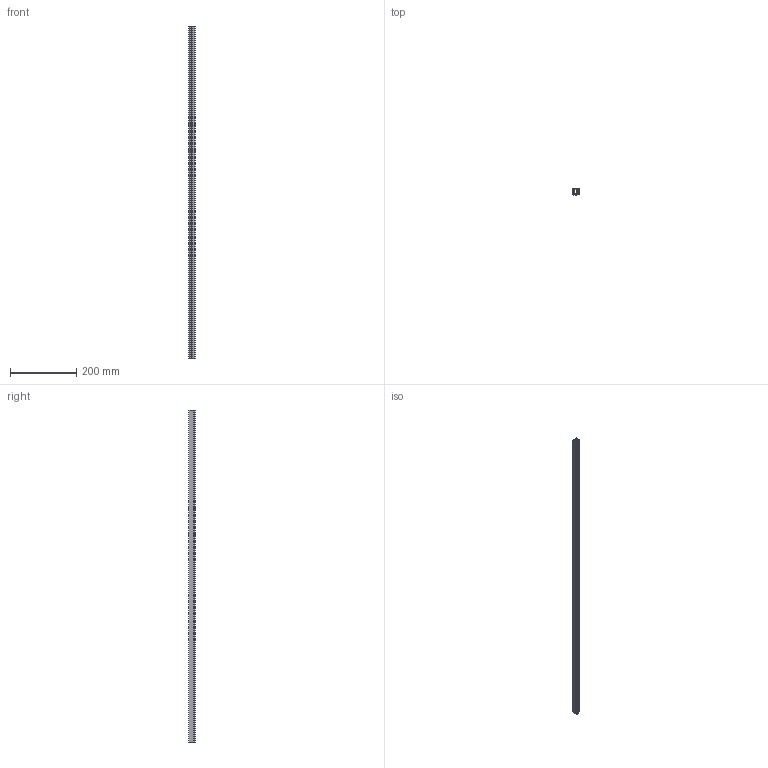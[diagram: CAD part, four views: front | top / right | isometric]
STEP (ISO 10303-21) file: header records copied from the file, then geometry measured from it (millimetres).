
FILE_DESCRIPTION (( 'STEP AP214' ), '1' );
FILE_NAME ('SNSD.30.52.65 Ïðîôèëü äëÿ óñòàíîâêè ïàíåëåé, ïàç 8(F06).STEP', '2015-03-05T08:24:05', ( 'XTreme.ws' ), ( 'XTreme.ws' ), 'SwSTEP 2.0', 'SolidWorks 2014', '' );
FILE_SCHEMA (( 'AUTOMOTIVE_DESIGN' ));
Length unit declared in the file: millimetre
Products named in the file (5): SNSD.30.52.65 Ïðîôèëü äëÿ óñòàíîâêè ïàíåëåé, ïàç 8(F06); SNSD.30.51.97. Áîêîâàÿ ÷àñòü, ïàç 10(F05)F06_123; SNSD.30.52.65 Ïðîôèëü äëÿ óñòàíîâêè ïàíåëåé, ïàç 8(F06)_00; SNSD.30.51.97. Áîêîâàÿ ÷àñòü, ïàç 10(F05)F06
Assembly tree (2 placements, depth 2):
  SNSD.30.52.65 Ïðîôèëü äëÿ óñòàíîâêè ïàíåëåé, ïàç 8(F06)
  SNSD.30.52.65 Ïðîôèëü äëÿ óñòàíîâêè ïàíåëåé, ïàç 8(F06)
    SNSD.30.52.65 Ïðîôèëü äëÿ óñòàíîâêè ïàíåëåé, ïàç 8(F06)_00
    SNSD.30.51.97. Áîêîâàÿ ÷àñòü, ïàç 10(F05)F06_123
  SNSD.30.51.97. Áîêîâàÿ ÷àñòü, ïàç 10(F05)F06
Bounding box: 18.95 x 19.88 x 1000 mm (x, y, z)
Volume: 144652.6 mm3; surface area: 237497.6 mm2
Topology: 2 solids, 2 shells, 81 faces, 231 edges, 154 vertices
Faces by surface type: plane 64, cylinder 17
Entity records: 2763 total; most frequent: CARTESIAN_POINT 472, ORIENTED_EDGE 462, DIRECTION 439, EDGE_CURVE 231, LINE 197, VECTOR 197, VERTEX_POINT 154, AXIS2_PLACEMENT_3D 121
